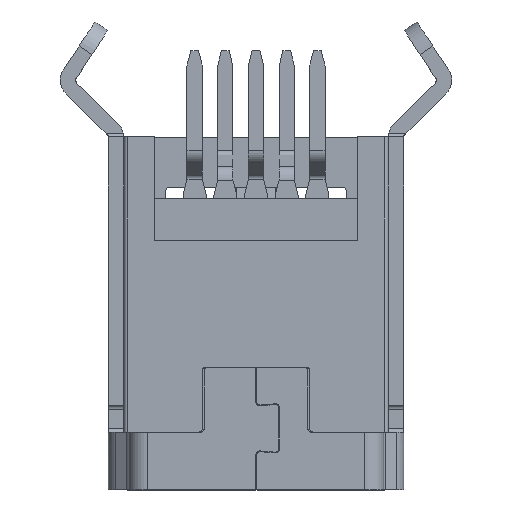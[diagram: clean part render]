
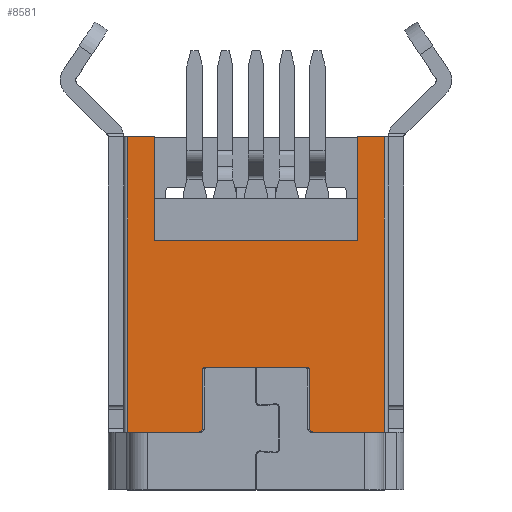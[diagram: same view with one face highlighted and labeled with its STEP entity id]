
A CAD part, top view. The second image highlights one B-rep face of the part: STEP entity #8581.
In plain terms, the highlighted planar face has unit normal (0, 0, 1).
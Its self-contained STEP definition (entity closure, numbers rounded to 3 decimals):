
#432=CIRCLE('',#9798,0.1);
#433=CIRCLE('',#9799,0.1);
#434=CIRCLE('',#9800,0.1);
#435=CIRCLE('',#9801,0.1);
#2129=ORIENTED_EDGE('',*,*,#3950,.T.);
#2130=ORIENTED_EDGE('',*,*,#3951,.F.);
#2131=ORIENTED_EDGE('',*,*,#3952,.T.);
#2132=ORIENTED_EDGE('',*,*,#3953,.T.);
#2133=ORIENTED_EDGE('',*,*,#3954,.T.);
#2134=ORIENTED_EDGE('',*,*,#3955,.F.);
#2135=ORIENTED_EDGE('',*,*,#3956,.T.);
#2136=ORIENTED_EDGE('',*,*,#3957,.F.);
#2137=ORIENTED_EDGE('',*,*,#3958,.T.);
#2138=ORIENTED_EDGE('',*,*,#3959,.F.);
#2139=ORIENTED_EDGE('',*,*,#3960,.T.);
#2140=ORIENTED_EDGE('',*,*,#3961,.F.);
#2141=ORIENTED_EDGE('',*,*,#3962,.T.);
#2142=ORIENTED_EDGE('',*,*,#3963,.F.);
#2143=ORIENTED_EDGE('',*,*,#3964,.T.);
#2144=ORIENTED_EDGE('',*,*,#3965,.T.);
#3950=EDGE_CURVE('',#4944,#4945,#5825,.T.);
#3951=EDGE_CURVE('',#4946,#4945,#5826,.T.);
#3952=EDGE_CURVE('',#4946,#4947,#5827,.T.);
#3953=EDGE_CURVE('',#4947,#4948,#5828,.T.);
#3954=EDGE_CURVE('',#4948,#4949,#5829,.F.);
#3955=EDGE_CURVE('',#4950,#4949,#5830,.T.);
#3956=EDGE_CURVE('',#4950,#4951,#432,.F.);
#3957=EDGE_CURVE('',#4952,#4951,#5831,.T.);
#3958=EDGE_CURVE('',#4952,#4953,#433,.T.);
#3959=EDGE_CURVE('',#4954,#4953,#5832,.T.);
#3960=EDGE_CURVE('',#4954,#4955,#434,.T.);
#3961=EDGE_CURVE('',#4956,#4955,#5833,.T.);
#3962=EDGE_CURVE('',#4956,#4957,#435,.F.);
#3963=EDGE_CURVE('',#4958,#4957,#5834,.T.);
#3964=EDGE_CURVE('',#4958,#4959,#5835,.T.);
#3965=EDGE_CURVE('',#4959,#4944,#5836,.T.);
#4944=VERTEX_POINT('',#14335);
#4945=VERTEX_POINT('',#14336);
#4946=VERTEX_POINT('',#14338);
#4947=VERTEX_POINT('',#14340);
#4948=VERTEX_POINT('',#14342);
#4949=VERTEX_POINT('',#14344);
#4950=VERTEX_POINT('',#14346);
#4951=VERTEX_POINT('',#14348);
#4952=VERTEX_POINT('',#14350);
#4953=VERTEX_POINT('',#14352);
#4954=VERTEX_POINT('',#14354);
#4955=VERTEX_POINT('',#14356);
#4956=VERTEX_POINT('',#14358);
#4957=VERTEX_POINT('',#14360);
#4958=VERTEX_POINT('',#14362);
#4959=VERTEX_POINT('',#14364);
#5825=LINE('',#14334,#6800);
#5826=LINE('',#14337,#6801);
#5827=LINE('',#14339,#6802);
#5828=LINE('',#14341,#6803);
#5829=LINE('',#14343,#6804);
#5830=LINE('',#14345,#6805);
#5831=LINE('',#14349,#6806);
#5832=LINE('',#14353,#6807);
#5833=LINE('',#14357,#6808);
#5834=LINE('',#14361,#6809);
#5835=LINE('',#14363,#6810);
#5836=LINE('',#14365,#6811);
#6800=VECTOR('',#11671,1000.);
#6801=VECTOR('',#11672,1000.);
#6802=VECTOR('',#11673,1000.);
#6803=VECTOR('',#11674,1000.);
#6804=VECTOR('',#11675,1000.);
#6805=VECTOR('',#11676,1000.);
#6806=VECTOR('',#11679,1000.);
#6807=VECTOR('',#11682,1000.);
#6808=VECTOR('',#11685,1000.);
#6809=VECTOR('',#11688,1000.);
#6810=VECTOR('',#11689,1000.);
#6811=VECTOR('',#11690,1000.);
#7384=EDGE_LOOP('',(#2129,#2130,#2131,#2132,#2133,#2134,#2135,#2136,#2137,
#2138,#2139,#2140,#2141,#2142,#2143,#2144));
#7849=FACE_BOUND('',#7384,.T.);
#8187=PLANE('',#9797);
#8581=ADVANCED_FACE('',(#7849),#8187,.F.);
#9797=AXIS2_PLACEMENT_3D('',#14333,#11669,#11670);
#9798=AXIS2_PLACEMENT_3D('',#14347,#11677,#11678);
#9799=AXIS2_PLACEMENT_3D('',#14351,#11680,#11681);
#9800=AXIS2_PLACEMENT_3D('',#14355,#11683,#11684);
#9801=AXIS2_PLACEMENT_3D('',#14359,#11686,#11687);
#11669=DIRECTION('',(0.,0.,-1.));
#11670=DIRECTION('',(-1.,0.,0.));
#11671=DIRECTION('',(0.,-1.,0.));
#11672=DIRECTION('',(1.,0.,0.));
#11673=DIRECTION('',(0.,1.,0.));
#11674=DIRECTION('',(-1.,0.,0.));
#11675=DIRECTION('',(0.,1.,0.));
#11676=DIRECTION('',(-1.,0.,0.));
#11677=DIRECTION('',(0.,0.,-1.));
#11678=DIRECTION('',(-1.,0.,0.));
#11679=DIRECTION('',(0.,-1.,0.));
#11680=DIRECTION('',(0.,0.,-1.));
#11681=DIRECTION('',(-1.,0.,0.));
#11682=DIRECTION('',(-1.,0.,0.));
#11683=DIRECTION('',(0.,0.,-1.));
#11684=DIRECTION('',(-1.,0.,0.));
#11685=DIRECTION('',(0.,1.,0.));
#11686=DIRECTION('',(0.,0.,-1.));
#11687=DIRECTION('',(-1.,0.,0.));
#11688=DIRECTION('',(-1.,0.,0.));
#11689=DIRECTION('',(0.,1.,0.));
#11690=DIRECTION('',(-1.,0.,0.));
#14333=CARTESIAN_POINT('',(3.45,-3.85,1.75));
#14334=CARTESIAN_POINT('',(2.65,-3.85,1.75));
#14335=CARTESIAN_POINT('',(2.65,3.85,1.75));
#14336=CARTESIAN_POINT('',(2.65,1.15,1.75));
#14337=CARTESIAN_POINT('',(-2.65,1.15,1.75));
#14338=CARTESIAN_POINT('',(-2.65,1.15,1.75));
#14339=CARTESIAN_POINT('',(-2.65,-3.85,1.75));
#14340=CARTESIAN_POINT('',(-2.65,3.85,1.75));
#14341=CARTESIAN_POINT('',(3.45,3.85,1.75));
#14342=CARTESIAN_POINT('',(-3.35,3.85,1.75));
#14343=CARTESIAN_POINT('',(-3.35,-3.85,1.75));
#14344=CARTESIAN_POINT('',(-3.35,-3.85,1.75));
#14345=CARTESIAN_POINT('',(3.45,-3.85,1.75));
#14346=CARTESIAN_POINT('',(-1.5,-3.85,1.75));
#14347=CARTESIAN_POINT('',(-1.5,-3.75,1.75));
#14348=CARTESIAN_POINT('',(-1.4,-3.75,1.75));
#14349=CARTESIAN_POINT('',(-1.4,-2.15,1.75));
#14350=CARTESIAN_POINT('',(-1.4,-2.25,1.75));
#14351=CARTESIAN_POINT('',(-1.3,-2.25,1.75));
#14352=CARTESIAN_POINT('',(-1.3,-2.15,1.75));
#14353=CARTESIAN_POINT('',(1.4,-2.15,1.75));
#14354=CARTESIAN_POINT('',(1.3,-2.15,1.75));
#14355=CARTESIAN_POINT('',(1.3,-2.25,1.75));
#14356=CARTESIAN_POINT('',(1.4,-2.25,1.75));
#14357=CARTESIAN_POINT('',(1.4,-3.85,1.75));
#14358=CARTESIAN_POINT('',(1.4,-3.75,1.75));
#14359=CARTESIAN_POINT('',(1.5,-3.75,1.75));
#14360=CARTESIAN_POINT('',(1.5,-3.85,1.75));
#14361=CARTESIAN_POINT('',(3.45,-3.85,1.75));
#14362=CARTESIAN_POINT('',(3.35,-3.85,1.75));
#14363=CARTESIAN_POINT('',(3.35,-3.85,1.75));
#14364=CARTESIAN_POINT('',(3.35,3.85,1.75));
#14365=CARTESIAN_POINT('',(3.45,3.85,1.75));
